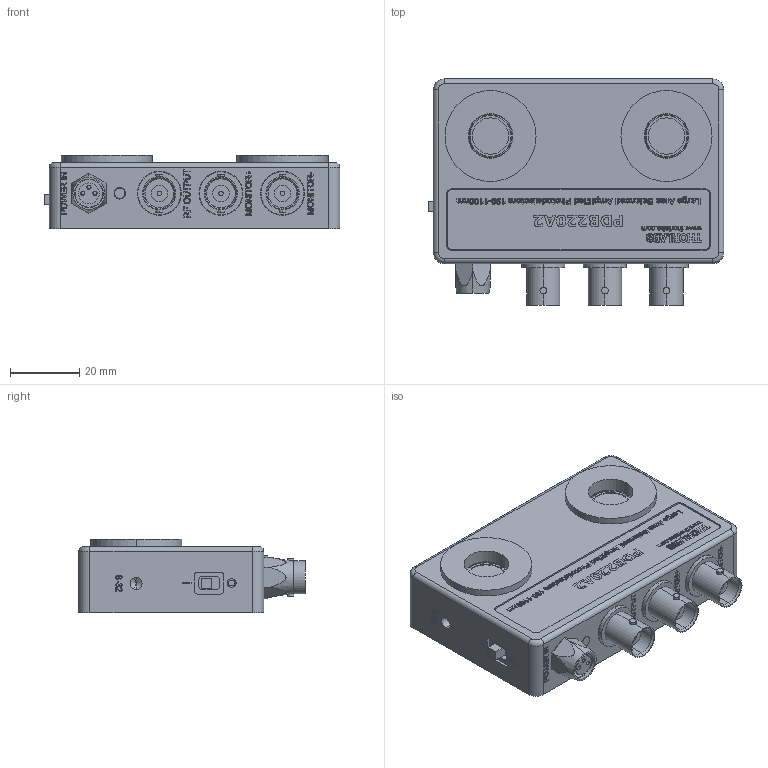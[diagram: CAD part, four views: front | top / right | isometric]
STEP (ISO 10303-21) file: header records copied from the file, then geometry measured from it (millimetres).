
FILE_DESCRIPTION (( 'STEP AP214' ), '1' );
FILE_NAME ('MTN003813-E0W.STEP', '2014-04-22T15:03:43', ( 'tempinstall' ), ( '' ), 'SwSTEP 2.0', 'SolidWorks 2013', '' );
FILE_SCHEMA (( 'AUTOMOTIVE_DESIGN' ));
Length unit declared in the file: millimetre
Products named in the file (1): MTN003813-E0W
Bounding box: 85.28 x 65.3 x 21.08 mm (x, y, z)
Volume: 33230.9 mm3; surface area: 38585.5 mm2
Topology: 37 solids, 39 shells, 2892 faces, 7601 edges, 4990 vertices
Faces by surface type: plane 1666, bspline 774, cylinder 318, cone 114, torus 20
Entity records: 159785 total; most frequent: CARTESIAN_POINT 61001, ORIENTED_EDGE 15146, DIRECTION 10993, EDGE_CURVE 7573, VECTOR 5145, LINE 5145, VERTEX_POINT 4990, EDGE_LOOP 3177
